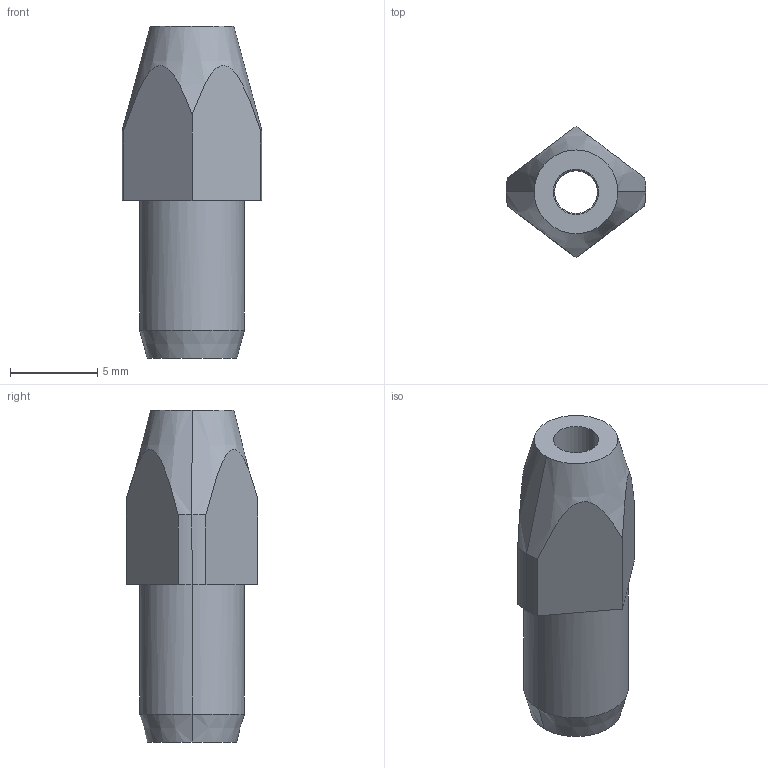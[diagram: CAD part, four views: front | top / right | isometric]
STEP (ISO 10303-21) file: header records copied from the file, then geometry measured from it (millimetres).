
FILE_DESCRIPTION(('STEP AP214'),'1');
FILE_NAME(' ',' ',('TraceParts'),('TraceParts S.A.'),'XStep 1.0',' ',' ');
FILE_SCHEMA(('automotive_design'));
Length unit declared in the file: millimetre
Products named in the file (1): 1
Bounding box: 8 x 7.51 x 19 mm (x, y, z)
Volume: 471.5 mm3; surface area: 568.5 mm2
Topology: 1 solids, 1 shells, 33 faces, 74 edges, 44 vertices
Faces by surface type: plane 15, cylinder 10, cone 8
Entity records: 1786 total; most frequent: DIRECTION 174, CARTESIAN_POINT 160, STYLED_ITEM 151, PRESENTATION_STYLE_ASSIGNMENT 151, COLOUR_RGB 151, ORIENTED_EDGE 148, EDGE_CURVE 74, CURVE_STYLE 74
